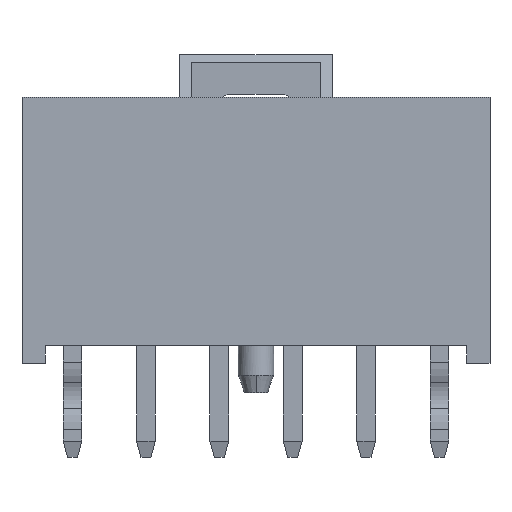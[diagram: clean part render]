
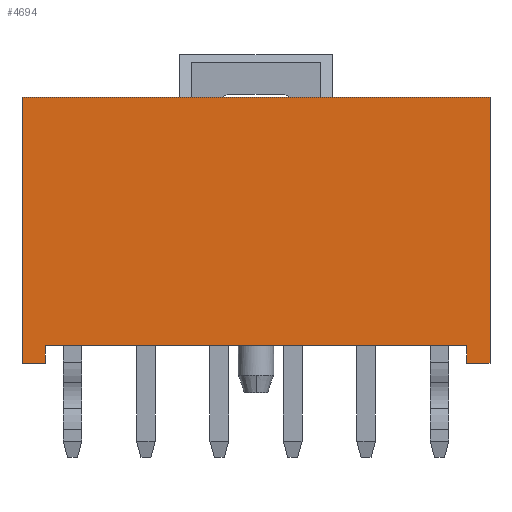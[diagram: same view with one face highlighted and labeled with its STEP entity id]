
A CAD part, front view. The second image highlights one B-rep face of the part: STEP entity #4694.
In plain terms, the highlighted planar face has unit normal (0, -1, 0).
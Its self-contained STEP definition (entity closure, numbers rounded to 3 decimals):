
#1=DIRECTION('',(-1.,0.,0.));
#2=VECTOR('',#1,14.34);
#3=CARTESIAN_POINT('',(7.17,-2.99,-4.23));
#4=LINE('',#3,#2);
#5=DIRECTION('',(0.,0.,-1.));
#6=VECTOR('',#5,0.6);
#7=CARTESIAN_POINT('',(-7.17,-2.99,-4.23));
#8=LINE('',#7,#6);
#9=DIRECTION('',(1.,0.,0.));
#10=VECTOR('',#9,15.94);
#11=CARTESIAN_POINT('',(-7.97,-2.99,4.23));
#12=LINE('',#11,#10);
#13=DIRECTION('',(0.,0.,-1.));
#14=VECTOR('',#13,9.06);
#15=CARTESIAN_POINT('',(7.97,-2.99,4.23));
#16=LINE('',#15,#14);
#1528=DIRECTION('',(0.,0.,-1.));
#1529=VECTOR('',#1528,0.6);
#1530=CARTESIAN_POINT('',(7.17,-2.99,-4.23));
#1531=LINE('',#1530,#1529);
#1548=DIRECTION('',(-1.,0.,0.));
#1549=VECTOR('',#1548,0.8);
#1550=CARTESIAN_POINT('',(7.97,-2.99,-4.83));
#1551=LINE('',#1550,#1549);
#1584=DIRECTION('',(-1.,0.,0.));
#1585=VECTOR('',#1584,0.8);
#1586=CARTESIAN_POINT('',(-7.17,-2.99,-4.83));
#1587=LINE('',#1586,#1585);
#1596=DIRECTION('',(0.,0.,-1.));
#1597=VECTOR('',#1596,9.06);
#1598=CARTESIAN_POINT('',(-7.97,-2.99,4.23));
#1599=LINE('',#1598,#1597);
#3580=CARTESIAN_POINT('',(-7.97,-2.99,4.23));
#3581=CARTESIAN_POINT('',(7.97,-2.99,4.23));
#3582=VERTEX_POINT('',#3580);
#3583=VERTEX_POINT('',#3581);
#3608=CARTESIAN_POINT('',(7.97,-2.99,-4.83));
#3609=CARTESIAN_POINT('',(7.17,-2.99,-4.83));
#3610=VERTEX_POINT('',#3608);
#3611=VERTEX_POINT('',#3609);
#3624=CARTESIAN_POINT('',(-7.97,-2.99,-4.83));
#3626=VERTEX_POINT('',#3624);
#3630=CARTESIAN_POINT('',(-7.17,-2.99,-4.83));
#3631=VERTEX_POINT('',#3630);
#3638=CARTESIAN_POINT('',(7.17,-2.99,-4.23));
#3640=VERTEX_POINT('',#3638);
#3654=CARTESIAN_POINT('',(-7.17,-2.99,-4.23));
#3655=VERTEX_POINT('',#3654);
#4671=CARTESIAN_POINT('',(0.,-2.99,0.));
#4672=DIRECTION('',(0.,1.,0.));
#4673=DIRECTION('',(1.,0.,0.));
#4674=AXIS2_PLACEMENT_3D('',#4671,#4672,#4673);
#4675=PLANE('',#4674);
#4677=ORIENTED_EDGE('',*,*,#4676,.T.);
#4679=ORIENTED_EDGE('',*,*,#4678,.T.);
#4681=ORIENTED_EDGE('',*,*,#4680,.T.);
#4683=ORIENTED_EDGE('',*,*,#4682,.F.);
#4685=ORIENTED_EDGE('',*,*,#4684,.T.);
#4687=ORIENTED_EDGE('',*,*,#4686,.T.);
#4689=ORIENTED_EDGE('',*,*,#4688,.T.);
#4691=ORIENTED_EDGE('',*,*,#4690,.F.);
#4692=EDGE_LOOP('',(#4677,#4679,#4681,#4683,#4685,#4687,#4689,#4691));
#4693=FACE_OUTER_BOUND('',#4692,.F.);
#4694=ADVANCED_FACE('',(#4693),#4675,.F.);
#4676=EDGE_CURVE('',#3640,#3655,#4,.T.);
#4678=EDGE_CURVE('',#3655,#3631,#8,.T.);
#4680=EDGE_CURVE('',#3631,#3626,#1587,.T.);
#4682=EDGE_CURVE('',#3582,#3626,#1599,.T.);
#4684=EDGE_CURVE('',#3582,#3583,#12,.T.);
#4686=EDGE_CURVE('',#3583,#3610,#16,.T.);
#4688=EDGE_CURVE('',#3610,#3611,#1551,.T.);
#4690=EDGE_CURVE('',#3640,#3611,#1531,.T.);
